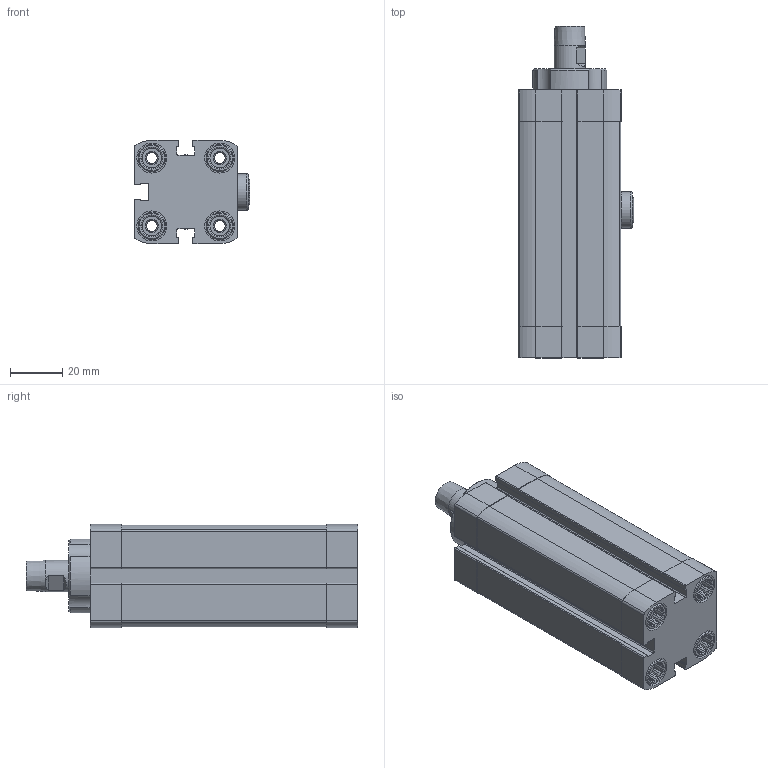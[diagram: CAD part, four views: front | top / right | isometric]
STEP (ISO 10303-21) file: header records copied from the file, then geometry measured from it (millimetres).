
FILE_DESCRIPTION(/* description */ ('STEP AP214'),/* implementation_level */ '2;1');
FILE_NAME(/* name */ '535483_CLR-25-10-R-P-A-K11-R8',/* time_stamp */ '2024-08-05T18:14:22+02:00',/* author */ ('License CC BY-ND 4.0'),/* organization */ ('CADENAS'),/* preprocessor_version */ 'ST-DEVELOPER v19.3',/* originating_system */ 'PARTsolutions',/* authorisation */ ' ');
FILE_SCHEMA (('AUTOMOTIVE_DESIGN {1 0 10303 214 3 1 1}'));
Length unit declared in the file: millimetre
Products named in the file (4): 535483 CLR-25-10-R-P-A-K11-R8---(0); 535483 CLR-25-10-R-P-A-K11-R8---(0_1_0_0)---(ZR); 535483 CLR-25-10-R-P-A-K11-R8---(KS); 669850 CLR-25---(FS)
Assembly tree (3 placements, depth 2):
  535483 CLR-25-10-R-P-A-K11-R8---(0)
    535483 CLR-25-10-R-P-A-K11-R8---(0_1_0_0)---(ZR)
    535483 CLR-25-10-R-P-A-K11-R8---(KS)
    669850 CLR-25---(FS)
Bounding box: 44.25 x 127 x 39.5 mm (x, y, z)
Volume: 119739.2 mm3; surface area: 50424.5 mm2
Topology: 3 solids, 3 shells, 577 faces, 1555 edges, 1019 vertices
Faces by surface type: plane 408, cylinder 116, cone 48, torus 4, sphere 1
Full cylindrical faces by diameter (mm): 4.134 x10, 4.917 x1, 5.9 x1, 6.2 x1, 6.5 x4, 6.647 x1, 7.5 x8, 7.7 x1, 8 x1, 10.5 x8, 11.5 x8, 11.6 x1, 12 x2, 14 x1, 25 x1
Entity records: 17705 total; most frequent: CARTESIAN_POINT 3625, DIRECTION 2870, ORIENTED_EDGE 2856, EDGE_CURVE 1428, AXIS2_PLACEMENT_3D 1065, VERTEX_POINT 993, LINE 740, VECTOR 740
